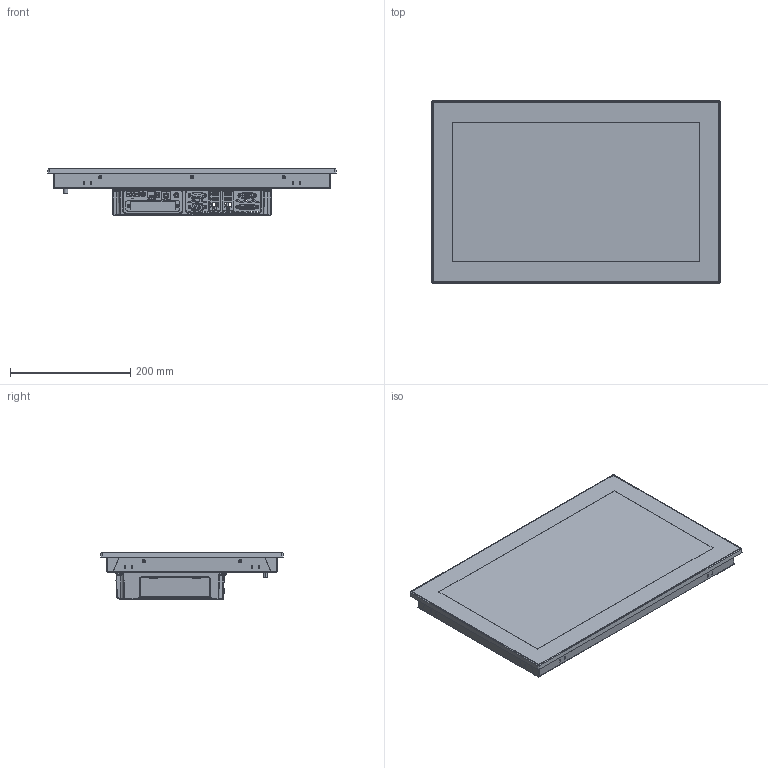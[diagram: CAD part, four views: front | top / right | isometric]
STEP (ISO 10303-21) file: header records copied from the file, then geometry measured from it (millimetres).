
FILE_DESCRIPTION (( 'STEP AP214' ), '1' );
FILE_NAME ('C1853-Axx3.STEP', '2019-06-03T10:32:21', ( 'i' ), ( 'Microsoft' ), 'SwSTEP 2.0', 'SolidWorks 2016', '' );
FILE_SCHEMA (( 'AUTOMOTIVE_DESIGN' ));
Length unit declared in the file: millimetre
Products named in the file (1): C1853-Axx3
Bounding box: 480 x 304 x 79 mm (x, y, z)
Surface area: 621417.1 mm2 (no closed solid volume)
Topology: 0 solids, 81 shells, 2316 faces, 9363 edges, 6807 vertices
Faces by surface type: plane 861, cylinder 737, bspline 626, cone 64, torus 20, sphere 8
Entity records: 160068 total; most frequent: CARTESIAN_POINT 65517, ORIENTED_EDGE 13508, DIRECTION 12125, EDGE_CURVE 9262, VERTEX_POINT 6797, VECTOR 5089, LINE 5089, AXIS2_PLACEMENT_3D 3518
